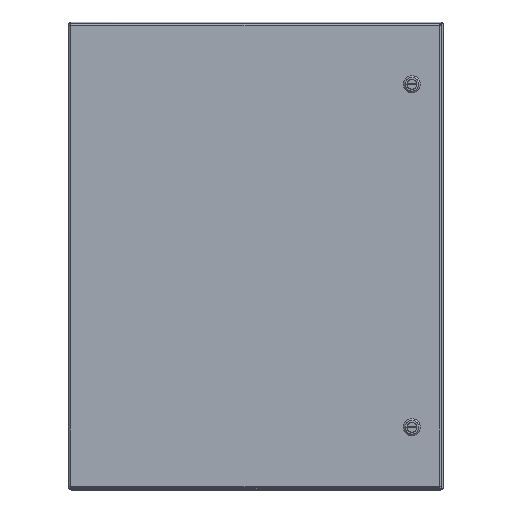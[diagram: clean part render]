
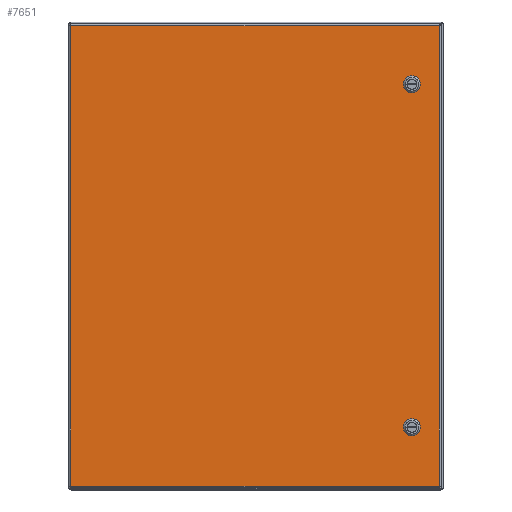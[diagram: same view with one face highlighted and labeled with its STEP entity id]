
A CAD part, top view. The second image highlights one B-rep face of the part: STEP entity #7651.
In plain terms, the highlighted face is planar.
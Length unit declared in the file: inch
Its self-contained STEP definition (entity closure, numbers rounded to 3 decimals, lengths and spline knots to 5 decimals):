
#5708=CARTESIAN_POINT('',(2.08762,4.275,0.0));
#5709=VERTEX_POINT('',#5708);
#5716=CARTESIAN_POINT('',(2.275,4.08762,0.0));
#5717=VERTEX_POINT('',#5716);
#5718=CARTESIAN_POINT('',(1.875,3.875,0.0));
#5719=DIRECTION('',(0.0,0.0,1.0));
#5720=DIRECTION('',(-0.469,-0.883,0.0));
#5721=AXIS2_PLACEMENT_3D('',#5718,#5719,#5720);
#5722=CIRCLE('',#5721,0.453);
#5723=EDGE_CURVE('',#5717,#5709,#5722,.T.);
#5748=CARTESIAN_POINT('',(2.275,3.66238,0.0));
#5749=VERTEX_POINT('',#5748);
#5750=CARTESIAN_POINT('',(2.275,3.66238,0.0));
#5751=DIRECTION('',(0.0,1.0,0.0));
#5752=VECTOR('',#5751,0.42525);
#5753=LINE('',#5750,#5752);
#5754=EDGE_CURVE('',#5749,#5717,#5753,.T.);
#5780=CARTESIAN_POINT('',(2.08762,3.475,0.0));
#5781=VERTEX_POINT('',#5780);
#5782=CARTESIAN_POINT('',(1.875,3.875,0.0));
#5783=DIRECTION('',(0.0,0.0,1.0));
#5784=DIRECTION('',(-0.883,0.469,0.0));
#5785=AXIS2_PLACEMENT_3D('',#5782,#5783,#5784);
#5786=CIRCLE('',#5785,0.453);
#5787=EDGE_CURVE('',#5781,#5749,#5786,.T.);
#5812=CARTESIAN_POINT('',(1.66238,3.475,0.0));
#5813=VERTEX_POINT('',#5812);
#5814=CARTESIAN_POINT('',(1.66238,3.475,0.0));
#5815=DIRECTION('',(1.0,0.0,0.0));
#5816=VECTOR('',#5815,0.42525);
#5817=LINE('',#5814,#5816);
#5818=EDGE_CURVE('',#5813,#5781,#5817,.T.);
#5844=CARTESIAN_POINT('',(1.475,3.66238,0.0));
#5845=VERTEX_POINT('',#5844);
#5846=CARTESIAN_POINT('',(1.875,3.875,0.0));
#5847=DIRECTION('',(0.0,0.0,1.0));
#5848=DIRECTION('',(0.469,0.883,0.0));
#5849=AXIS2_PLACEMENT_3D('',#5846,#5847,#5848);
#5850=CIRCLE('',#5849,0.453);
#5851=EDGE_CURVE('',#5845,#5813,#5850,.T.);
#5876=CARTESIAN_POINT('',(1.475,4.08762,0.0));
#5877=VERTEX_POINT('',#5876);
#5878=CARTESIAN_POINT('',(1.475,4.08762,0.0));
#5879=DIRECTION('',(0.0,-1.0,0.0));
#5880=VECTOR('',#5879,0.42525);
#5881=LINE('',#5878,#5880);
#5882=EDGE_CURVE('',#5877,#5845,#5881,.T.);
#5908=CARTESIAN_POINT('',(1.66238,4.275,0.0));
#5909=VERTEX_POINT('',#5908);
#5910=CARTESIAN_POINT('',(1.875,3.875,0.0));
#5911=DIRECTION('',(0.0,0.0,1.0));
#5912=DIRECTION('',(0.883,-0.469,0.0));
#5913=AXIS2_PLACEMENT_3D('',#5910,#5911,#5912);
#5914=CIRCLE('',#5913,0.453);
#5915=EDGE_CURVE('',#5909,#5877,#5914,.T.);
#5938=CARTESIAN_POINT('',(2.08762,4.275,0.0));
#5939=DIRECTION('',(-1.0,0.0,0.0));
#5940=VECTOR('',#5939,0.42525);
#5941=LINE('',#5938,#5940);
#5942=EDGE_CURVE('',#5709,#5909,#5941,.T.);
#5964=CARTESIAN_POINT('',(2.08762,26.275,0.0));
#5965=VERTEX_POINT('',#5964);
#5972=CARTESIAN_POINT('',(2.275,26.08762,0.0));
#5973=VERTEX_POINT('',#5972);
#5974=CARTESIAN_POINT('',(1.875,25.875,0.0));
#5975=DIRECTION('',(0.0,0.0,1.0));
#5976=DIRECTION('',(-0.469,-0.883,0.0));
#5977=AXIS2_PLACEMENT_3D('',#5974,#5975,#5976);
#5978=CIRCLE('',#5977,0.453);
#5979=EDGE_CURVE('',#5973,#5965,#5978,.T.);
#6004=CARTESIAN_POINT('',(2.275,25.66238,0.0));
#6005=VERTEX_POINT('',#6004);
#6006=CARTESIAN_POINT('',(2.275,25.66238,0.0));
#6007=DIRECTION('',(0.0,1.0,0.0));
#6008=VECTOR('',#6007,0.42525);
#6009=LINE('',#6006,#6008);
#6010=EDGE_CURVE('',#6005,#5973,#6009,.T.);
#6036=CARTESIAN_POINT('',(2.08762,25.475,0.0));
#6037=VERTEX_POINT('',#6036);
#6038=CARTESIAN_POINT('',(1.875,25.875,0.0));
#6039=DIRECTION('',(0.0,0.0,1.0));
#6040=DIRECTION('',(-0.883,0.469,0.0));
#6041=AXIS2_PLACEMENT_3D('',#6038,#6039,#6040);
#6042=CIRCLE('',#6041,0.453);
#6043=EDGE_CURVE('',#6037,#6005,#6042,.T.);
#6068=CARTESIAN_POINT('',(1.66238,25.475,0.0));
#6069=VERTEX_POINT('',#6068);
#6070=CARTESIAN_POINT('',(1.66238,25.475,0.0));
#6071=DIRECTION('',(1.0,0.0,0.0));
#6072=VECTOR('',#6071,0.42525);
#6073=LINE('',#6070,#6072);
#6074=EDGE_CURVE('',#6069,#6037,#6073,.T.);
#6100=CARTESIAN_POINT('',(1.475,25.66238,0.0));
#6101=VERTEX_POINT('',#6100);
#6102=CARTESIAN_POINT('',(1.875,25.875,0.0));
#6103=DIRECTION('',(0.0,0.0,1.0));
#6104=DIRECTION('',(0.469,0.883,0.0));
#6105=AXIS2_PLACEMENT_3D('',#6102,#6103,#6104);
#6106=CIRCLE('',#6105,0.453);
#6107=EDGE_CURVE('',#6101,#6069,#6106,.T.);
#6132=CARTESIAN_POINT('',(1.475,26.08762,0.0));
#6133=VERTEX_POINT('',#6132);
#6134=CARTESIAN_POINT('',(1.475,26.08762,0.0));
#6135=DIRECTION('',(0.0,-1.0,0.0));
#6136=VECTOR('',#6135,0.42525);
#6137=LINE('',#6134,#6136);
#6138=EDGE_CURVE('',#6133,#6101,#6137,.T.);
#6164=CARTESIAN_POINT('',(1.66238,26.275,0.0));
#6165=VERTEX_POINT('',#6164);
#6166=CARTESIAN_POINT('',(1.875,25.875,0.0));
#6167=DIRECTION('',(0.0,0.0,1.0));
#6168=DIRECTION('',(0.883,-0.469,0.0));
#6169=AXIS2_PLACEMENT_3D('',#6166,#6167,#6168);
#6170=CIRCLE('',#6169,0.453);
#6171=EDGE_CURVE('',#6165,#6133,#6170,.T.);
#6194=CARTESIAN_POINT('',(2.08762,26.275,0.0));
#6195=DIRECTION('',(-1.0,0.0,0.0));
#6196=VECTOR('',#6195,0.42525);
#6197=LINE('',#6194,#6196);
#6198=EDGE_CURVE('',#5965,#6165,#6197,.T.);
#6649=CARTESIAN_POINT('',(23.76975,0.10525,0.));
#6650=VERTEX_POINT('',#6649);
#6661=CARTESIAN_POINT('',(23.76975,29.64475,0.));
#6662=VERTEX_POINT('',#6661);
#6663=CARTESIAN_POINT('',(23.76975,29.64475,0.0));
#6664=DIRECTION('',(0.0,-1.0,0.0));
#6665=VECTOR('',#6664,29.5395);
#6666=LINE('',#6663,#6665);
#6667=EDGE_CURVE('',#6662,#6650,#6666,.T.);
#6819=CARTESIAN_POINT('',(0.10525,0.10525,0.));
#6820=VERTEX_POINT('',#6819);
#6831=CARTESIAN_POINT('',(23.76975,0.10525,0.0));
#6832=DIRECTION('',(-1.0,0.0,0.0));
#6833=VECTOR('',#6832,23.6645);
#6834=LINE('',#6831,#6833);
#6835=EDGE_CURVE('',#6650,#6820,#6834,.T.);
#7096=CARTESIAN_POINT('',(0.10525,29.64475,0.));
#7097=VERTEX_POINT('',#7096);
#7108=CARTESIAN_POINT('',(0.10525,0.10525,0.0));
#7109=DIRECTION('',(0.0,1.0,0.0));
#7110=VECTOR('',#7109,29.5395);
#7111=LINE('',#7108,#7110);
#7112=EDGE_CURVE('',#6820,#7097,#7111,.T.);
#7377=CARTESIAN_POINT('',(0.10525,29.64475,0.0));
#7378=DIRECTION('',(1.0,0.0,0.0));
#7379=VECTOR('',#7378,23.6645);
#7380=LINE('',#7377,#7379);
#7381=EDGE_CURVE('',#7097,#6662,#7380,.T.);
#7620=CARTESIAN_POINT('',(11.9375,14.875,0.0));
#7621=DIRECTION('',(0.0,0.0,1.0));
#7622=DIRECTION('',(1.0,0.0,0.0));
#7623=AXIS2_PLACEMENT_3D('',#7620,#7621,#7622);
#7624=PLANE('',#7623);
#7625=ORIENTED_EDGE('',*,*,#6667,.T.);
#7626=ORIENTED_EDGE('',*,*,#6835,.T.);
#7627=ORIENTED_EDGE('',*,*,#7112,.T.);
#7628=ORIENTED_EDGE('',*,*,#7381,.T.);
#7629=EDGE_LOOP('',(#7625,#7626,#7627,#7628));
#7630=FACE_OUTER_BOUND('',#7629,.T.);
#7631=ORIENTED_EDGE('',*,*,#5723,.T.);
#7632=ORIENTED_EDGE('',*,*,#5942,.T.);
#7633=ORIENTED_EDGE('',*,*,#5915,.T.);
#7634=ORIENTED_EDGE('',*,*,#5882,.T.);
#7635=ORIENTED_EDGE('',*,*,#5851,.T.);
#7636=ORIENTED_EDGE('',*,*,#5818,.T.);
#7637=ORIENTED_EDGE('',*,*,#5787,.T.);
#7638=ORIENTED_EDGE('',*,*,#5754,.T.);
#7639=EDGE_LOOP('',(#7631,#7632,#7633,#7634,#7635,#7636,#7637,#7638));
#7640=FACE_BOUND('',#7639,.T.);
#7641=ORIENTED_EDGE('',*,*,#5979,.T.);
#7642=ORIENTED_EDGE('',*,*,#6198,.T.);
#7643=ORIENTED_EDGE('',*,*,#6171,.T.);
#7644=ORIENTED_EDGE('',*,*,#6138,.T.);
#7645=ORIENTED_EDGE('',*,*,#6107,.T.);
#7646=ORIENTED_EDGE('',*,*,#6074,.T.);
#7647=ORIENTED_EDGE('',*,*,#6043,.T.);
#7648=ORIENTED_EDGE('',*,*,#6010,.T.);
#7649=EDGE_LOOP('',(#7641,#7642,#7643,#7644,#7645,#7646,#7647,#7648));
#7650=FACE_BOUND('',#7649,.T.);
#7651=ADVANCED_FACE('',(#7630,#7640,#7650),#7624,.F.);
